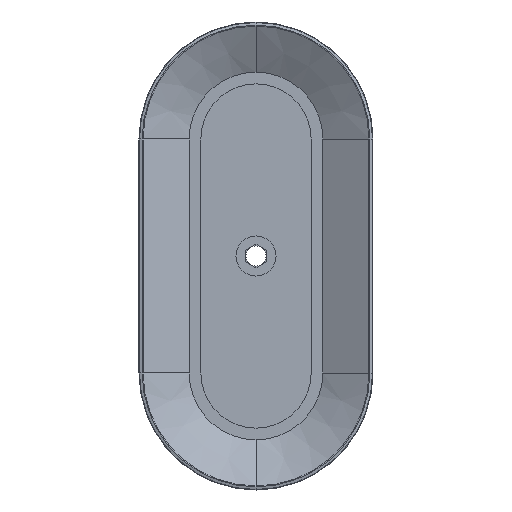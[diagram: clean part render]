
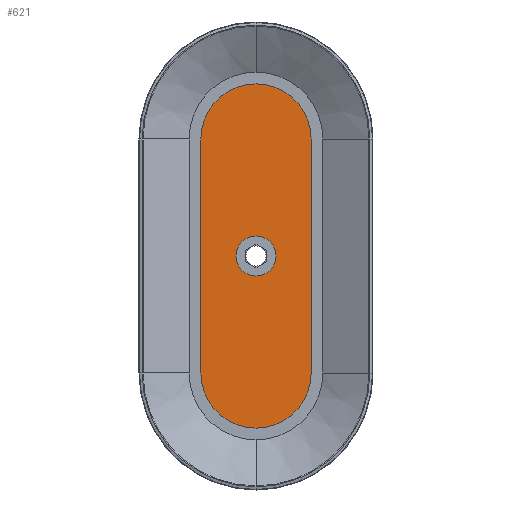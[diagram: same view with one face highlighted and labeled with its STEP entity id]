
A CAD part, front view. The second image highlights one B-rep face of the part: STEP entity #621.
In plain terms, the highlighted planar face has unit normal (0, -1, 0).
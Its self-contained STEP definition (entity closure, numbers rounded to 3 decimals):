
#621=ADVANCED_FACE('',(#1349,#1350),#1351,.F.);
#1349=FACE_BOUND('',#2179,.T.);
#1350=FACE_OUTER_BOUND('',#2180,.T.);
#1351=PLANE('',#2181);
#2179=EDGE_LOOP('',(#5244,#5245));
#2180=EDGE_LOOP('',(#5246,#5247,#5248,#5249,#5250,#5251));
#2181=AXIS2_PLACEMENT_3D('',#5252,#5253,#5254);
#5244=ORIENTED_EDGE('',*,*,#6638,.F.);
#5245=ORIENTED_EDGE('',*,*,#6233,.F.);
#5246=ORIENTED_EDGE('',*,*,#6636,.T.);
#5247=ORIENTED_EDGE('',*,*,#6462,.F.);
#5248=ORIENTED_EDGE('',*,*,#6129,.F.);
#5249=ORIENTED_EDGE('',*,*,#6518,.F.);
#5250=ORIENTED_EDGE('',*,*,#6573,.F.);
#5251=ORIENTED_EDGE('',*,*,#6258,.F.);
#5252=CARTESIAN_POINT('',(-0.5,16.0,35.0));
#5253=DIRECTION('',(0.,1.0,0.0));
#5254=DIRECTION('',(-1.0,0.,0.0));
#6129=EDGE_CURVE('',#7034,#7030,#7036,.T.);
#6233=EDGE_CURVE('',#7201,#7203,#7204,.T.);
#6258=EDGE_CURVE('',#7242,#7243,#7244,.T.);
#6462=EDGE_CURVE('',#7030,#7545,#7546,.T.);
#6518=EDGE_CURVE('',#7610,#7034,#7612,.T.);
#6573=EDGE_CURVE('',#7243,#7610,#7677,.T.);
#6636=EDGE_CURVE('',#7242,#7545,#7749,.T.);
#6638=EDGE_CURVE('',#7203,#7201,#7751,.T.);
#7030=VERTEX_POINT('',#8242);
#7034=VERTEX_POINT('',#8247);
#7036=CIRCLE('',#8250,16.5);
#7201=VERTEX_POINT('',#8453);
#7203=VERTEX_POINT('',#8456);
#7204=CIRCLE('',#8457,6.0);
#7242=VERTEX_POINT('',#8504);
#7243=VERTEX_POINT('',#8505);
#7244=CIRCLE('',#8506,16.5);
#7545=VERTEX_POINT('',#9141);
#7546=CIRCLE('',#9142,16.5);
#7610=VERTEX_POINT('',#9231);
#7612=LINE('',#9234,#9235);
#7677=CIRCLE('',#9325,16.5);
#7749=LINE('',#9430,#9431);
#7751=CIRCLE('',#9433,6.0);
#8242=CARTESIAN_POINT('',(0.,16.0,-51.5));
#8247=CARTESIAN_POINT('',(16.5,16.0,-35.));
#8250=AXIS2_PLACEMENT_3D('',#10457,#10458,#10459);
#8453=CARTESIAN_POINT('',(-6.0,16.0,0.));
#8456=CARTESIAN_POINT('',(6.0,16.0,0.0));
#8457=AXIS2_PLACEMENT_3D('',#10641,#10642,#10643);
#8504=CARTESIAN_POINT('',(-16.5,16.0,35.0));
#8505=CARTESIAN_POINT('',(0.,16.0,51.5));
#8506=AXIS2_PLACEMENT_3D('',#10680,#10681,#10682);
#9141=CARTESIAN_POINT('',(-16.5,16.0,-35.));
#9142=AXIS2_PLACEMENT_3D('',#10948,#10949,#10950);
#9231=CARTESIAN_POINT('',(16.5,16.0,35.));
#9234=CARTESIAN_POINT('',(16.5,16.0,35.));
#9235=VECTOR('',#10998,1000.0);
#9325=AXIS2_PLACEMENT_3D('',#11061,#11062,#11063);
#9430=CARTESIAN_POINT('',(-16.5,16.0,35.0));
#9431=VECTOR('',#11106,1000.0);
#9433=AXIS2_PLACEMENT_3D('',#11107,#11108,#11109);
#10457=CARTESIAN_POINT('',(0.,16.0,-35.0));
#10458=DIRECTION('',(0.0,1.0,0.0));
#10459=DIRECTION('',(0.0,0.0,1.0));
#10641=CARTESIAN_POINT('',(0.,16.0,0.0));
#10642=DIRECTION('',(0.,-1.0,0.0));
#10643=DIRECTION('',(1.0,0.,0.0));
#10680=CARTESIAN_POINT('',(0.,16.0,35.0));
#10681=DIRECTION('',(0.0,1.0,0.0));
#10682=DIRECTION('',(0.0,0.0,1.0));
#10948=CARTESIAN_POINT('',(0.,16.0,-35.0));
#10949=DIRECTION('',(0.0,1.0,0.0));
#10950=DIRECTION('',(0.0,0.0,1.0));
#10998=DIRECTION('',(0.0,0.0,-1.0));
#11061=CARTESIAN_POINT('',(0.,16.0,35.0));
#11062=DIRECTION('',(0.0,1.0,0.0));
#11063=DIRECTION('',(0.0,0.0,1.0));
#11106=DIRECTION('',(-0.0,-0.0,-1.0));
#11107=CARTESIAN_POINT('',(0.,16.0,0.0));
#11108=DIRECTION('',(0.,-1.0,0.0));
#11109=DIRECTION('',(1.0,0.,0.0));
